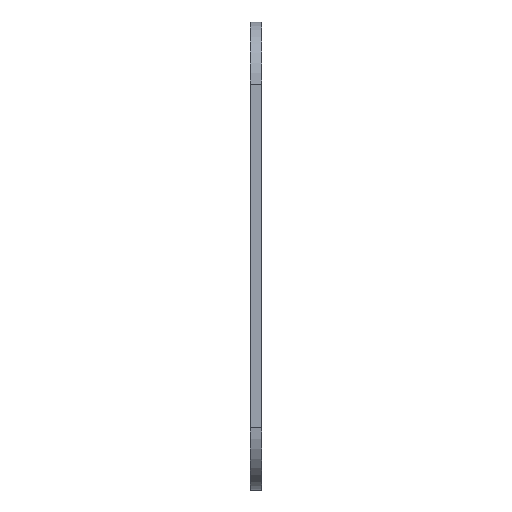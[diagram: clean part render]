
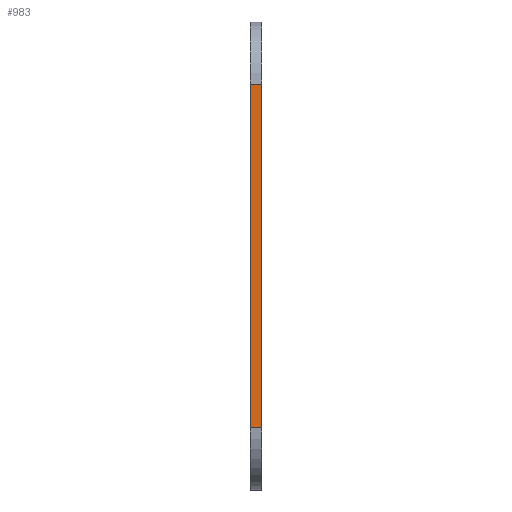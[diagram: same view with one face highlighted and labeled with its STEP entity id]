
A CAD part, left-side view. The second image highlights one B-rep face of the part: STEP entity #983.
In plain terms, the highlighted planar face has unit normal (-1, 0, 0).
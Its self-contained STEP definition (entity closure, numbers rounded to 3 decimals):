
#1 = VECTOR ( 'NONE', #697, 1000. ) ;
#6 = ORIENTED_EDGE ( 'NONE', *, *, #685, .F. ) ;
#32 = CARTESIAN_POINT ( 'NONE',  ( -39.7, 3.7, -24. ) ) ;
#34 = DIRECTION ( 'NONE',  ( 0., 0., -1. ) ) ;
#48 = AXIS2_PLACEMENT_3D ( 'NONE', #429, #320, #1080 ) ;
#127 = VERTEX_POINT ( 'NONE', #1233 ) ;
#128 = EDGE_CURVE ( 'NONE', #127, #314, #842, .T. ) ;
#133 = LINE ( 'NONE', #802, #672 ) ;
#136 = ORIENTED_EDGE ( 'NONE', *, *, #752, .T. ) ;
#164 = CARTESIAN_POINT ( 'NONE',  ( -39.7, 3.7, -24. ) ) ;
#200 = EDGE_LOOP ( 'NONE', ( #136, #6, #1245, #1093 ) ) ;
#220 = PLANE ( 'NONE',  #48 ) ;
#257 = VECTOR ( 'NONE', #287, 1000. ) ;
#287 = DIRECTION ( 'NONE',  ( 0., 1., 0. ) ) ;
#314 = VERTEX_POINT ( 'NONE', #627 ) ;
#318 = VERTEX_POINT ( 'NONE', #1255 ) ;
#320 = DIRECTION ( 'NONE',  ( 1., 0., 0. ) ) ;
#429 = CARTESIAN_POINT ( 'NONE',  ( -39.7, 3.7, 24. ) ) ;
#484 = CARTESIAN_POINT ( 'NONE',  ( -39.7, 3.7, 24. ) ) ;
#627 = CARTESIAN_POINT ( 'NONE',  ( -39.7, 5.3, 24. ) ) ;
#672 = VECTOR ( 'NONE', #34, 1000. ) ;
#685 = EDGE_CURVE ( 'NONE', #1032, #318, #872, .T. ) ;
#697 = DIRECTION ( 'NONE',  ( 0., 1., 0. ) ) ;
#742 = EDGE_CURVE ( 'NONE', #127, #1032, #774, .T. ) ;
#752 = EDGE_CURVE ( 'NONE', #314, #318, #133, .T. ) ;
#774 = LINE ( 'NONE', #484, #1311 ) ;
#802 = CARTESIAN_POINT ( 'NONE',  ( -39.7, 5.3, 24. ) ) ;
#842 = LINE ( 'NONE', #1021, #257 ) ;
#872 = LINE ( 'NONE', #164, #1 ) ;
#901 = DIRECTION ( 'NONE',  ( 0., 0., -1. ) ) ;
#925 = FACE_OUTER_BOUND ( 'NONE', #200, .T. ) ;
#983 = ADVANCED_FACE ( 'NONE', ( #925 ), #220, .F. ) ;
#1021 = CARTESIAN_POINT ( 'NONE',  ( -39.7, 3.7, 24. ) ) ;
#1032 = VERTEX_POINT ( 'NONE', #32 ) ;
#1080 = DIRECTION ( 'NONE',  ( 0., 0., -1. ) ) ;
#1093 = ORIENTED_EDGE ( 'NONE', *, *, #128, .T. ) ;
#1233 = CARTESIAN_POINT ( 'NONE',  ( -39.7, 3.7, 24. ) ) ;
#1245 = ORIENTED_EDGE ( 'NONE', *, *, #742, .F. ) ;
#1255 = CARTESIAN_POINT ( 'NONE',  ( -39.7, 5.3, -24. ) ) ;
#1311 = VECTOR ( 'NONE', #901, 1000. ) ;
